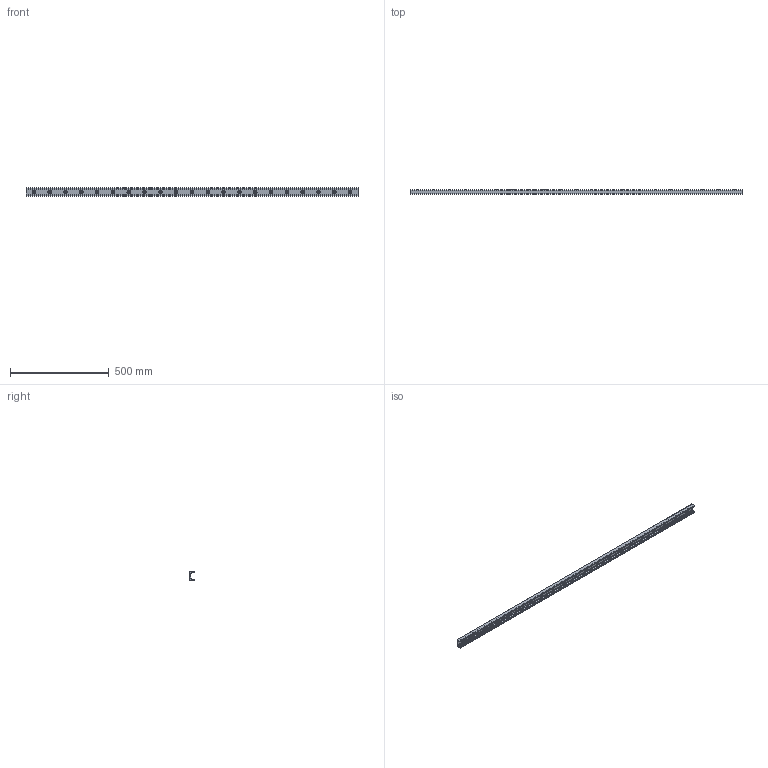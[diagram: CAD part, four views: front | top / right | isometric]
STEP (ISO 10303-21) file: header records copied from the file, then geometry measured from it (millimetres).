
FILE_DESCRIPTION((''),'2;1');
FILE_NAME('LCX 43-1680.C.stp','2016-04-28T09:29:48',('MRathmann'),(''),'Autodesk Inventor 2012','Autodesk Inventor 2012','');
FILE_SCHEMA(('CONFIG_CONTROL_DESIGN'));
Length unit declared in the file: millimetre
Products named in the file (1): LCX 43-1680.C
Bounding box: 1680 x 21 x 43 mm (x, y, z)
Volume: 567018.5 mm3; surface area: 269446.9 mm2
Topology: 1 solids, 1 shells, 91 faces, 225 edges, 157 vertices
Faces by surface type: cylinder 55, plane 36
Full cylindrical faces by diameter (mm): 10.5 x21, 18 x21
Entity records: 2488 total; most frequent: DIRECTION 456, CARTESIAN_POINT 390, ORIENTED_EDGE 324, AXIS2_PLACEMENT_3D 202, EDGE_LOOP 196, EDGE_CURVE 162, VERTEX_POINT 136, CIRCLE 110
